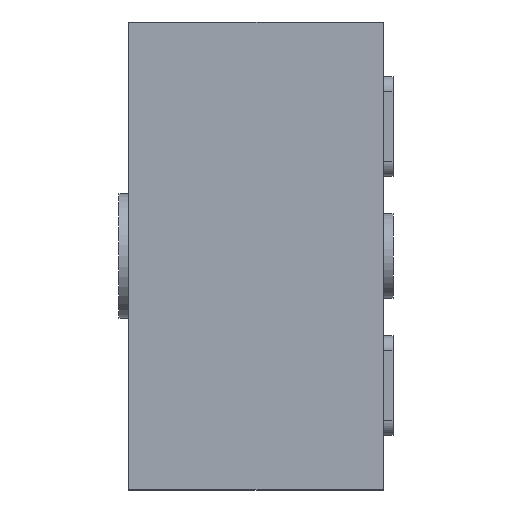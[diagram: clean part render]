
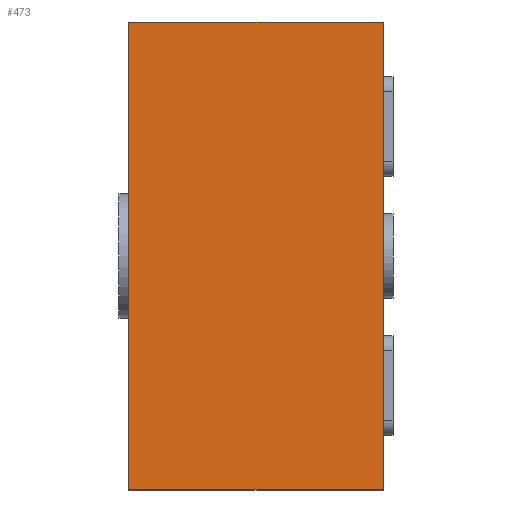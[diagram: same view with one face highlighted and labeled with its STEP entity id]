
A CAD part, left-side view. The second image highlights one B-rep face of the part: STEP entity #473.
In plain terms, the highlighted planar face has unit normal (-1, 0, 0).
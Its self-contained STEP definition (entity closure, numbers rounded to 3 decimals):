
#51 = DIRECTION ( 'NONE',  ( 0., 0., 1. ) ) ;
#216 = DIRECTION ( 'NONE',  ( 0., 0., -1. ) ) ;
#358 = VECTOR ( 'NONE', #458, 1000. ) ;
#382 = VERTEX_POINT ( 'NONE', #1783 ) ;
#386 = VERTEX_POINT ( 'NONE', #1371 ) ;
#405 = EDGE_CURVE ( 'NONE', #386, #2516, #760, .T. ) ;
#409 = FACE_OUTER_BOUND ( 'NONE', #1719, .T. ) ;
#458 = DIRECTION ( 'NONE',  ( 0., 0., 1. ) ) ;
#473 = ADVANCED_FACE ( 'NONE', ( #409 ), #1022, .F. ) ;
#481 = ORIENTED_EDGE ( 'NONE', *, *, #886, .F. ) ;
#521 = LINE ( 'NONE', #1832, #358 ) ;
#627 = ORIENTED_EDGE ( 'NONE', *, *, #405, .T. ) ;
#748 = EDGE_CURVE ( 'NONE', #382, #1785, #2537, .T. ) ;
#760 = LINE ( 'NONE', #2174, #2366 ) ;
#886 = EDGE_CURVE ( 'NONE', #386, #382, #2384, .T. ) ;
#1022 = PLANE ( 'NONE',  #2533 ) ;
#1371 = CARTESIAN_POINT ( 'NONE',  ( -0.845, 0.255, -0.469 ) ) ;
#1398 = EDGE_CURVE ( 'NONE', #2516, #1785, #521, .T. ) ;
#1424 = CARTESIAN_POINT ( 'NONE',  ( -0.845, 0.255, 0.47 ) ) ;
#1593 = CARTESIAN_POINT ( 'NONE',  ( -0.845, -0.255, -0.469 ) ) ;
#1719 = EDGE_LOOP ( 'NONE', ( #1967, #2535, #481, #627 ) ) ;
#1722 = DIRECTION ( 'NONE',  ( 0., -1., 0. ) ) ;
#1736 = CARTESIAN_POINT ( 'NONE',  ( -0.845, 0.255, 0.47 ) ) ;
#1781 = DIRECTION ( 'NONE',  ( 1., 0., 0. ) ) ;
#1783 = CARTESIAN_POINT ( 'NONE',  ( -0.845, 0.255, 0.47 ) ) ;
#1785 = VERTEX_POINT ( 'NONE', #2212 ) ;
#1832 = CARTESIAN_POINT ( 'NONE',  ( -0.845, -0.255, 0.47 ) ) ;
#1967 = ORIENTED_EDGE ( 'NONE', *, *, #1398, .T. ) ;
#1998 = CARTESIAN_POINT ( 'NONE',  ( -0.845, 0.255, 0.47 ) ) ;
#2015 = DIRECTION ( 'NONE',  ( 0., -1., 0. ) ) ;
#2106 = VECTOR ( 'NONE', #51, 1000. ) ;
#2174 = CARTESIAN_POINT ( 'NONE',  ( -0.845, 0.255, -0.469 ) ) ;
#2212 = CARTESIAN_POINT ( 'NONE',  ( -0.845, -0.255, 0.47 ) ) ;
#2366 = VECTOR ( 'NONE', #2015, 1000. ) ;
#2384 = LINE ( 'NONE', #1998, #2106 ) ;
#2451 = VECTOR ( 'NONE', #1722, 1000. ) ;
#2516 = VERTEX_POINT ( 'NONE', #1593 ) ;
#2533 = AXIS2_PLACEMENT_3D ( 'NONE', #1424, #1781, #216 ) ;
#2535 = ORIENTED_EDGE ( 'NONE', *, *, #748, .F. ) ;
#2537 = LINE ( 'NONE', #1736, #2451 ) ;
